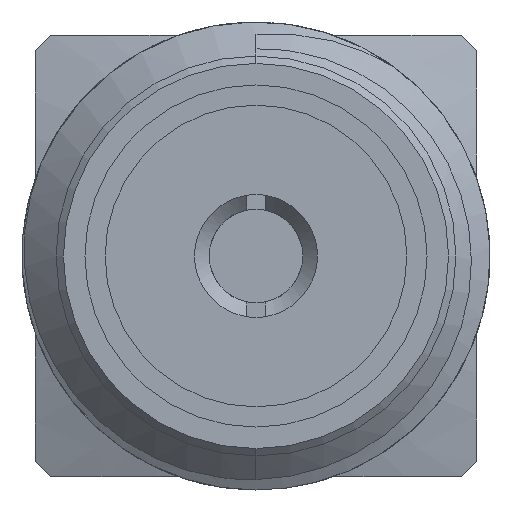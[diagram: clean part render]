
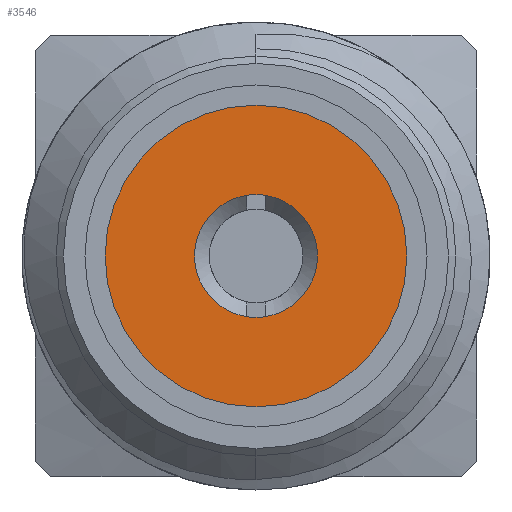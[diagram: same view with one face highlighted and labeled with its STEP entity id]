
A CAD part, left-side view. The second image highlights one B-rep face of the part: STEP entity #3546.
In plain terms, the highlighted planar face has unit normal (-1, 0, 0).
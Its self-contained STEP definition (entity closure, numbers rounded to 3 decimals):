
#1435=CARTESIAN_POINT('',(-4.65,0.,0.));
#1436=DIRECTION('',(-1.,0.,0.));
#1437=DIRECTION('',(0.,1.,0.));
#1438=AXIS2_PLACEMENT_3D('',#1435,#1436,#1437);
#1440=CARTESIAN_POINT('',(-4.65,0.,0.));
#1441=DIRECTION('',(-1.,0.,0.));
#1442=DIRECTION('',(0.,-1.,0.));
#1443=AXIS2_PLACEMENT_3D('',#1440,#1441,#1442);
#1445=CARTESIAN_POINT('',(-4.65,0.,0.));
#1446=DIRECTION('',(-1.,0.,0.));
#1447=DIRECTION('',(0.,0.15,-0.989));
#1448=AXIS2_PLACEMENT_3D('',#1445,#1446,#1447);
#1450=CARTESIAN_POINT('',(-4.65,0.,0.));
#1451=DIRECTION('',(-1.,0.,0.));
#1452=DIRECTION('',(0.,-0.15,0.989));
#1453=AXIS2_PLACEMENT_3D('',#1450,#1451,#1452);
#1455=CARTESIAN_POINT('',(-4.65,0.,0.));
#1456=DIRECTION('',(1.,0.,0.));
#1457=DIRECTION('',(0.,0.15,-0.989));
#1458=AXIS2_PLACEMENT_3D('',#1455,#1456,#1457);
#1460=CARTESIAN_POINT('',(-4.65,0.125,0.826));
#1472=CARTESIAN_POINT('',(-4.65,0.125,-0.826));
#1479=CARTESIAN_POINT('',(-4.65,-0.125,0.826));
#1481=CARTESIAN_POINT('',(-4.65,0.,0.));
#1482=DIRECTION('',(1.,0.,0.));
#1483=DIRECTION('',(0.,-0.15,0.989));
#1484=AXIS2_PLACEMENT_3D('',#1481,#1482,#1483);
#1486=CARTESIAN_POINT('',(-4.65,-0.125,-0.826));
#1741=CARTESIAN_POINT('',(-4.65,2.05,0.));
#1742=CARTESIAN_POINT('',(-4.65,-2.05,0.));
#1743=VERTEX_POINT('',#1741);
#1744=VERTEX_POINT('',#1742);
#1934=VERTEX_POINT('',#1472);
#1935=VERTEX_POINT('',#1486);
#1938=VERTEX_POINT('',#1479);
#1939=VERTEX_POINT('',#1460);
#3527=CARTESIAN_POINT('',(-4.65,0.,0.));
#3528=DIRECTION('',(-1.,0.,0.));
#3529=DIRECTION('',(0.,1.,0.));
#3530=AXIS2_PLACEMENT_3D('',#3527,#3528,#3529);
#3531=PLANE('',#3530);
#3532=ORIENTED_EDGE('',*,*,#3507,.F.);
#3533=ORIENTED_EDGE('',*,*,#3521,.F.);
#3534=EDGE_LOOP('',(#3532,#3533));
#3535=FACE_OUTER_BOUND('',#3534,.F.);
#3537=ORIENTED_EDGE('',*,*,#3536,.F.);
#3539=ORIENTED_EDGE('',*,*,#3538,.T.);
#3541=ORIENTED_EDGE('',*,*,#3540,.F.);
#3543=ORIENTED_EDGE('',*,*,#3542,.T.);
#3544=EDGE_LOOP('',(#3537,#3539,#3541,#3543));
#3545=FACE_BOUND('',#3544,.F.);
#1439=CIRCLE('',#1438,2.05);
#1444=CIRCLE('',#1443,2.05);
#1449=CIRCLE('',#1448,0.835);
#1454=CIRCLE('',#1453,0.835);
#1459=CIRCLE('',#1458,0.835);
#1485=CIRCLE('',#1484,0.835);
#3507=EDGE_CURVE('',#1743,#1744,#1439,.T.);
#3521=EDGE_CURVE('',#1744,#1743,#1444,.T.);
#3536=EDGE_CURVE('',#1934,#1939,#1459,.T.);
#3538=EDGE_CURVE('',#1934,#1935,#1449,.T.);
#3540=EDGE_CURVE('',#1938,#1935,#1485,.T.);
#3542=EDGE_CURVE('',#1938,#1939,#1454,.T.);
#3546=ADVANCED_FACE('',(#3535,#3545),#3531,.T.);
